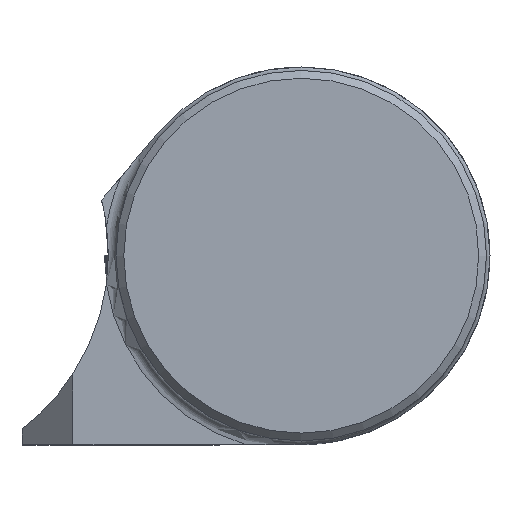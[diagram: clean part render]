
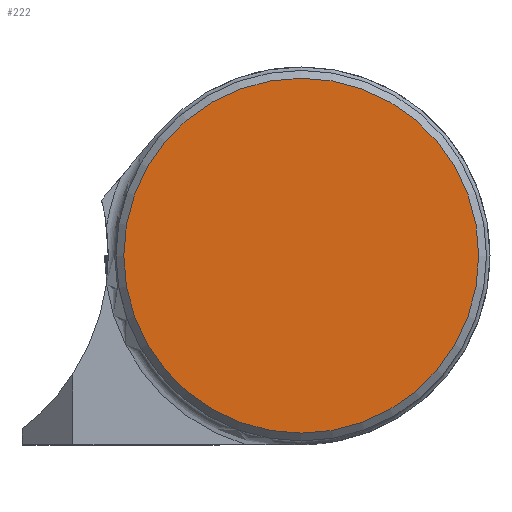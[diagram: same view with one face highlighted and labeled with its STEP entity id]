
A CAD part, top view. The second image highlights one B-rep face of the part: STEP entity #222.
In plain terms, the highlighted planar face has unit normal (0, 0, 1).
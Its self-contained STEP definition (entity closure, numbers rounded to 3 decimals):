
#222=ADVANCED_FACE('',(#364),#314,.F.);
#314=PLANE('',#1979);
#364=FACE_OUTER_BOUND('',#470,.T.);
#470=EDGE_LOOP('',(#829));
#633=CIRCLE('',#1977,15.325);
#829=ORIENTED_EDGE('',*,*,#1462,.F.);
#1264=VERTEX_POINT('',#2878);
#1462=EDGE_CURVE('',#1264,#1264,#633,.T.);
#1977=AXIS2_PLACEMENT_3D('',#2877,#2253,#2254);
#1979=AXIS2_PLACEMENT_3D('',#2880,#2257,#2258);
#2253=DIRECTION('',(0.,0.,-1.));
#2254=DIRECTION('',(-1.,0.,0.));
#2257=DIRECTION('',(0.,0.,-1.));
#2258=DIRECTION('',(-1.,0.,0.));
#2877=CARTESIAN_POINT('',(0.,0.,0.));
#2878=CARTESIAN_POINT('',(-15.325,0.,0.));
#2880=CARTESIAN_POINT('',(0.,0.,0.));
